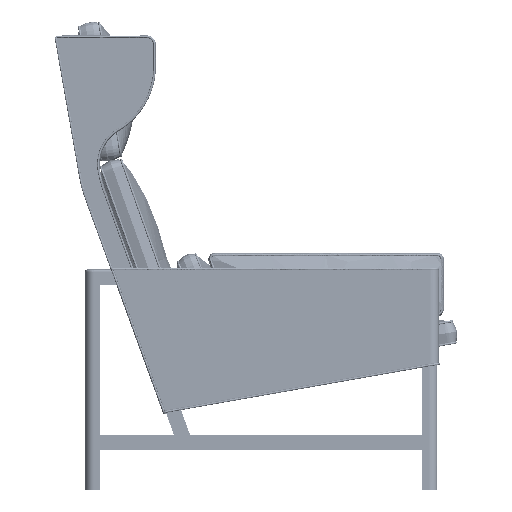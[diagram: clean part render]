
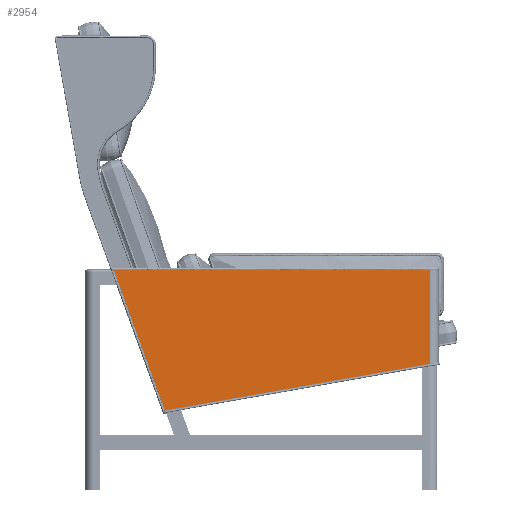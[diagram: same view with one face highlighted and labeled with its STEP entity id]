
A CAD part, left-side view. The second image highlights one B-rep face of the part: STEP entity #2954.
In plain terms, the highlighted planar face has unit normal (-1, 0, 0).
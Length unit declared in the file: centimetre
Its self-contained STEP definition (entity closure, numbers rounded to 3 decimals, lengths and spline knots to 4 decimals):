
#801=PLANE('',#10558);
#2954=ADVANCED_FACE('',(#3461),#801,.T.);
#3461=FACE_OUTER_BOUND('',#3968,.T.);
#3968=EDGE_LOOP('',(#6254,#6255,#6256,#6257));
#6254=ORIENTED_EDGE('',*,*,#7727,.F.);
#6255=ORIENTED_EDGE('',*,*,#7723,.F.);
#6256=ORIENTED_EDGE('',*,*,#7758,.F.);
#6257=ORIENTED_EDGE('',*,*,#7750,.F.);
#7723=EDGE_CURVE('',#10082,#10059,#8973,.T.);
#7727=EDGE_CURVE('',#10059,#10069,#8975,.T.);
#7750=EDGE_CURVE('',#10069,#10079,#8987,.T.);
#7758=EDGE_CURVE('',#10079,#10082,#8991,.T.);
#8973=B_SPLINE_CURVE_WITH_KNOTS('',1,(#137265,#137266),.UNSPECIFIED.,.F.,
 .F.,(2,2),(-0.529,620.5622),.UNSPECIFIED.);
#8975=B_SPLINE_CURVE_WITH_KNOTS('',1,(#137275,#137276),.UNSPECIFIED.,.F.,
 .F.,(2,2),(2.5173,348.6199),.UNSPECIFIED.);
#8987=B_SPLINE_CURVE_WITH_KNOTS('',1,(#137332,#137333),.UNSPECIFIED.,.F.,
 .F.,(2,2),(4.2844,734.3139),.UNSPECIFIED.);
#8991=B_SPLINE_CURVE_WITH_KNOTS('',1,(#137352,#137353),.UNSPECIFIED.,.F.,
 .F.,(2,2),(3.,220.3787),.UNSPECIFIED.);
#10059=VERTEX_POINT('',#137197);
#10069=VERTEX_POINT('',#137207);
#10079=VERTEX_POINT('',#137217);
#10082=VERTEX_POINT('',#137220);
#10558=AXIS2_PLACEMENT_3D('',#137195,#10936,$);
#10936=DIRECTION('',(-1.,0.,0.));
#137195=CARTESIAN_POINT('',(-0.05,81.0603,55.3453));
#137197=CARTESIAN_POINT('',(-0.05,59.3655,18.377));
#137207=CARTESIAN_POINT('',(-0.05,71.2029,50.9));
#137217=CARTESIAN_POINT('',(-0.05,-1.8,50.9));
#137220=CARTESIAN_POINT('',(-0.05,-1.8,29.1621));
#137265=CARTESIAN_POINT('',(-0.05,-1.8,29.1621));
#137266=CARTESIAN_POINT('',(-0.05,59.3655,18.377));
#137275=CARTESIAN_POINT('',(-0.05,59.3655,18.377));
#137276=CARTESIAN_POINT('',(-0.05,71.2029,50.9));
#137332=CARTESIAN_POINT('',(-0.05,71.2029,50.9));
#137333=CARTESIAN_POINT('',(-0.05,-1.8,50.9));
#137352=CARTESIAN_POINT('',(-0.05,-1.8,50.9));
#137353=CARTESIAN_POINT('',(-0.05,-1.8,29.1621));
